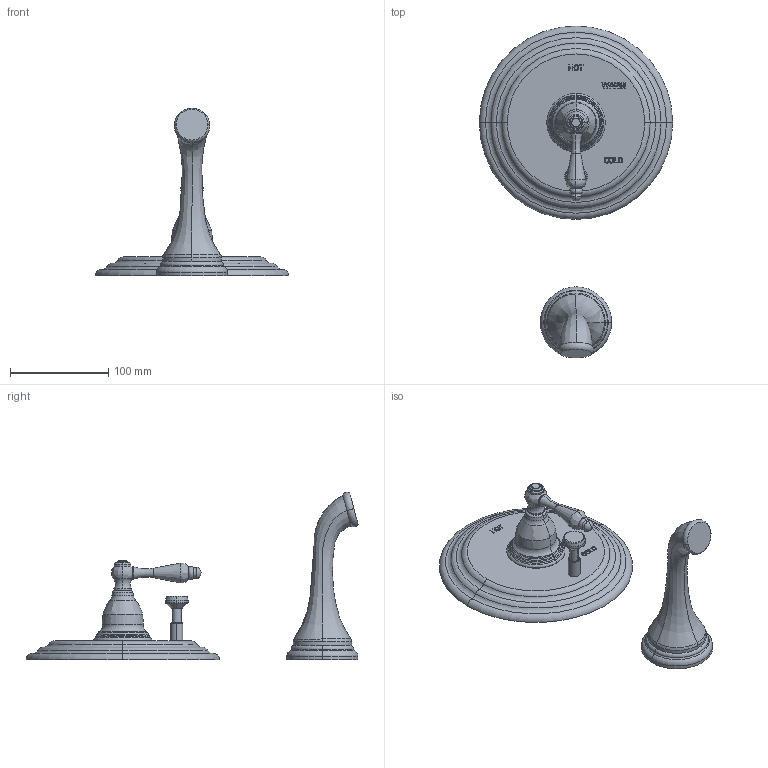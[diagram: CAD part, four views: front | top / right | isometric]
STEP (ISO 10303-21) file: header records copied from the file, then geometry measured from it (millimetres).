
FILE_DESCRIPTION((''),'2;1');
FILE_NAME('4-852BP','2021-06-02T10:33:05',('jinson.thomas'),(''),'CREO PARAMETRIC BY PTC INC, 2018400','CREO PARAMETRIC BY PTC INC, 2018400','');
FILE_SCHEMA(('CONFIG_CONTROL_DESIGN'));
Length unit declared in the file: inch
Products named in the file (1): 4-852BP
Bounding box: 196.85 x 337.88 x 170.47 mm (x, y, z)
Volume: 715132.2 mm3; surface area: 101834.5 mm2
Topology: 2 solids, 2 shells, 292 faces, 697 edges, 435 vertices
Faces by surface type: plane 114, extrusion 64, torus 56, cylinder 26, bspline 18, cone 12, sphere 2
Entity records: 10114 total; most frequent: CARTESIAN_POINT 3527, ORIENTED_EDGE 1390, DIRECTION 1229, EDGE_CURVE 695, VERTEX_POINT 435, AXIS2_PLACEMENT_3D 410, VECTOR 409, LINE 345
